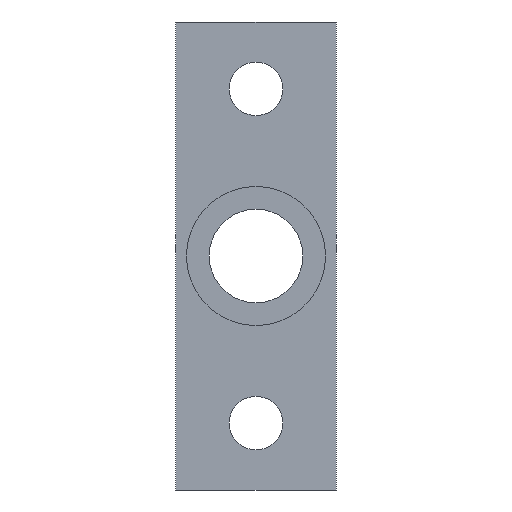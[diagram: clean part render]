
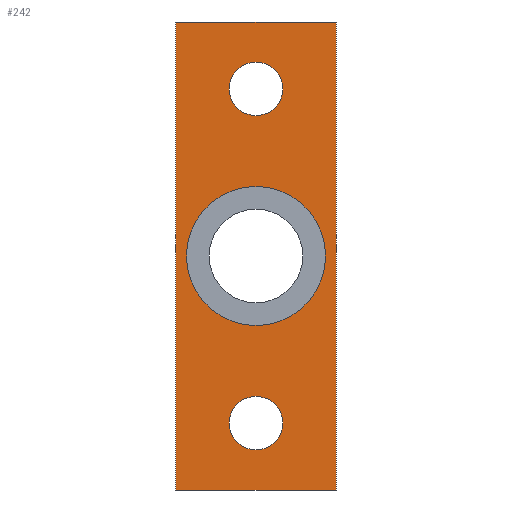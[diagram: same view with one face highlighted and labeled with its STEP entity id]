
A CAD part, left-side view. The second image highlights one B-rep face of the part: STEP entity #242.
In plain terms, the highlighted planar face has unit normal (-1, 0, 0).
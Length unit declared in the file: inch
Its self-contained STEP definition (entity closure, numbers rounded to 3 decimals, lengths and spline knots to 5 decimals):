
#1=DIRECTION('',(0.,1.,0.));
#2=VECTOR('',#1,12.);
#3=CARTESIAN_POINT('',(-1.5,-6.,-17.5));
#4=LINE('',#3,#2);
#5=DIRECTION('',(0.,0.,1.));
#6=VECTOR('',#5,35.);
#7=CARTESIAN_POINT('',(-1.5,6.,-17.5));
#8=LINE('',#7,#6);
#9=DIRECTION('',(0.,-1.,0.));
#10=VECTOR('',#9,12.);
#11=CARTESIAN_POINT('',(-1.5,6.,17.5));
#12=LINE('',#11,#10);
#13=DIRECTION('',(0.,0.,-1.));
#14=VECTOR('',#13,35.);
#15=CARTESIAN_POINT('',(-1.5,-6.,17.5));
#16=LINE('',#15,#14);
#17=CARTESIAN_POINT('',(-1.5,0.,12.5));
#18=DIRECTION('',(1.,0.,0.));
#19=DIRECTION('',(0.,0.,-1.));
#20=AXIS2_PLACEMENT_3D('',#17,#18,#19);
#22=CARTESIAN_POINT('',(-1.5,0.,12.5));
#23=DIRECTION('',(1.,0.,0.));
#24=DIRECTION('',(0.,0.,1.));
#25=AXIS2_PLACEMENT_3D('',#22,#23,#24);
#27=CARTESIAN_POINT('',(-1.5,0.,-12.5));
#28=DIRECTION('',(-1.,0.,0.));
#29=DIRECTION('',(0.,0.,1.));
#30=AXIS2_PLACEMENT_3D('',#27,#28,#29);
#32=CARTESIAN_POINT('',(-1.5,0.,-12.5));
#33=DIRECTION('',(-1.,0.,0.));
#34=DIRECTION('',(0.,0.,-1.));
#35=AXIS2_PLACEMENT_3D('',#32,#33,#34);
#37=CARTESIAN_POINT('',(-1.5,0.,0.));
#38=DIRECTION('',(-1.,0.,0.));
#39=DIRECTION('',(0.,0.,-1.));
#40=AXIS2_PLACEMENT_3D('',#37,#38,#39);
#42=CARTESIAN_POINT('',(-1.5,0.,0.));
#43=DIRECTION('',(-1.,0.,0.));
#44=DIRECTION('',(0.,0.,1.));
#45=AXIS2_PLACEMENT_3D('',#42,#43,#44);
#161=CARTESIAN_POINT('',(-1.5,-6.,-17.5));
#162=CARTESIAN_POINT('',(-1.5,6.,-17.5));
#163=VERTEX_POINT('',#161);
#164=VERTEX_POINT('',#162);
#165=CARTESIAN_POINT('',(-1.5,6.,17.5));
#166=VERTEX_POINT('',#165);
#167=CARTESIAN_POINT('',(-1.5,-6.,17.5));
#168=VERTEX_POINT('',#167);
#177=CARTESIAN_POINT('',(-1.5,0.,10.5));
#178=CARTESIAN_POINT('',(-1.5,0.,14.5));
#179=VERTEX_POINT('',#177);
#180=VERTEX_POINT('',#178);
#186=CARTESIAN_POINT('',(-1.5,0.,-10.5));
#188=VERTEX_POINT('',#186);
#190=CARTESIAN_POINT('',(-1.5,0.,-14.5));
#192=VERTEX_POINT('',#190);
#197=CARTESIAN_POINT('',(-1.5,0.,-5.2));
#198=CARTESIAN_POINT('',(-1.5,0.,5.2));
#199=VERTEX_POINT('',#197);
#200=VERTEX_POINT('',#198);
#209=CARTESIAN_POINT('',(-1.5,0.,0.));
#210=DIRECTION('',(1.,0.,0.));
#211=DIRECTION('',(0.,-1.,0.));
#212=AXIS2_PLACEMENT_3D('',#209,#210,#211);
#213=PLANE('',#212);
#215=ORIENTED_EDGE('',*,*,#214,.T.);
#217=ORIENTED_EDGE('',*,*,#216,.T.);
#219=ORIENTED_EDGE('',*,*,#218,.T.);
#221=ORIENTED_EDGE('',*,*,#220,.T.);
#222=EDGE_LOOP('',(#215,#217,#219,#221));
#223=FACE_OUTER_BOUND('',#222,.F.);
#225=ORIENTED_EDGE('',*,*,#224,.F.);
#227=ORIENTED_EDGE('',*,*,#226,.F.);
#228=EDGE_LOOP('',(#225,#227));
#229=FACE_BOUND('',#228,.F.);
#231=ORIENTED_EDGE('',*,*,#230,.T.);
#233=ORIENTED_EDGE('',*,*,#232,.T.);
#234=EDGE_LOOP('',(#231,#233));
#235=FACE_BOUND('',#234,.F.);
#237=ORIENTED_EDGE('',*,*,#236,.T.);
#239=ORIENTED_EDGE('',*,*,#238,.T.);
#240=EDGE_LOOP('',(#237,#239));
#241=FACE_BOUND('',#240,.F.);
#242=ADVANCED_FACE('',(#223,#229,#235,#241),#213,.F.);
#21=CIRCLE('',#20,2.);
#26=CIRCLE('',#25,2.);
#31=CIRCLE('',#30,2.);
#36=CIRCLE('',#35,2.);
#41=CIRCLE('',#40,5.2);
#46=CIRCLE('',#45,5.2);
#214=EDGE_CURVE('',#163,#164,#4,.T.);
#216=EDGE_CURVE('',#164,#166,#8,.T.);
#218=EDGE_CURVE('',#166,#168,#12,.T.);
#220=EDGE_CURVE('',#168,#163,#16,.T.);
#224=EDGE_CURVE('',#179,#180,#21,.T.);
#226=EDGE_CURVE('',#180,#179,#26,.T.);
#230=EDGE_CURVE('',#188,#192,#31,.T.);
#232=EDGE_CURVE('',#192,#188,#36,.T.);
#236=EDGE_CURVE('',#199,#200,#41,.T.);
#238=EDGE_CURVE('',#200,#199,#46,.T.);
